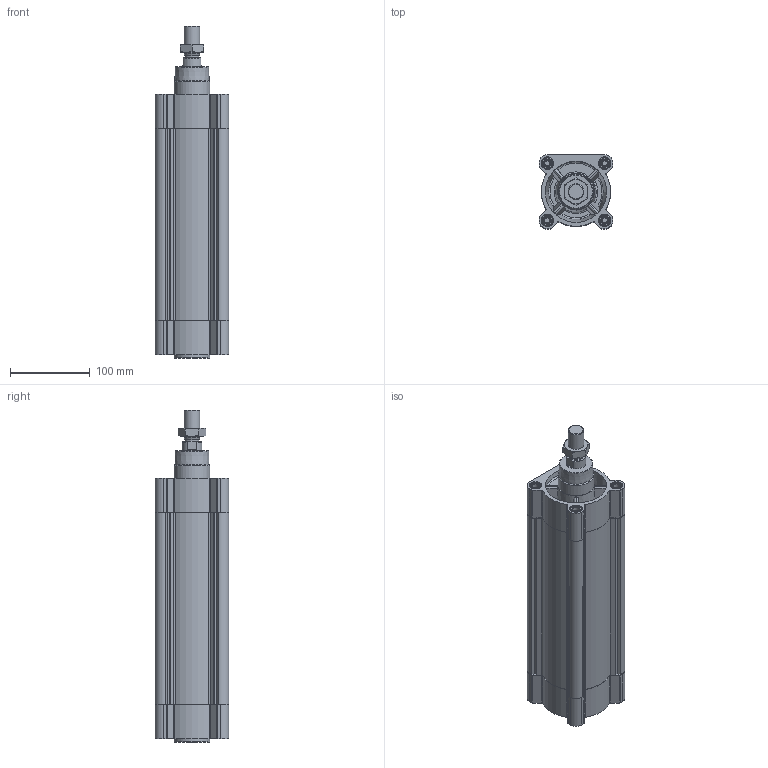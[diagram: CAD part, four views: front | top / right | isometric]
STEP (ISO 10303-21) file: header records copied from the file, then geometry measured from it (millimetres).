
FILE_DESCRIPTION(/* description */ ('STEP AP214'),/* implementation_level */ '2;1');
FILE_NAME(/* name */ '1383373_DSBC-80-200-PPSA-N3',/* time_stamp */ '2024-08-21T08:27:42+02:00',/* author */ ('License CC BY-ND 4.0'),/* organization */ ('CADENAS'),/* preprocessor_version */ 'ST-DEVELOPER v19.3',/* originating_system */ 'PARTsolutions',/* authorisation */ ' ');
FILE_SCHEMA (('AUTOMOTIVE_DESIGN {1 0 10303 214 3 1 1}'));
Length unit declared in the file: millimetre
Products named in the file (4): 1383373 DSBC-80-200-PPSA-N3---(0); 1463495 DSBC-80-200-PPSA_(Z_0); 1463495 DSBC-80-200_(K); DIN-439-B - M20x1.5(F)
Assembly tree (3 placements, depth 2):
  1383373 DSBC-80-200-PPSA-N3---(0)
    1463495 DSBC-80-200-PPSA_(Z_0)
    1463495 DSBC-80-200_(K)
    DIN-439-B - M20x1.5(F)
Bounding box: 93 x 93 x 417.6 mm (x, y, z)
Volume: 1439784 mm3; surface area: 328647.1 mm2
Topology: 3 solids, 3 shells, 393 faces, 1018 edges, 666 vertices
Faces by surface type: plane 191, cylinder 142, cone 42, torus 18
Full cylindrical faces by diameter (mm): 8.376 x8, 14.95 x2, 15 x8, 15.8 x8, 17.9 x1, 18.376 x1, 20 x1, 25 x2, 45 x2, 80 x2
Entity records: 11992 total; most frequent: CARTESIAN_POINT 2640, DIRECTION 1913, ORIENTED_EDGE 1852, EDGE_CURVE 926, AXIS2_PLACEMENT_3D 735, VERTEX_POINT 651, EDGE_LOOP 509, FACE_BOUND 509
